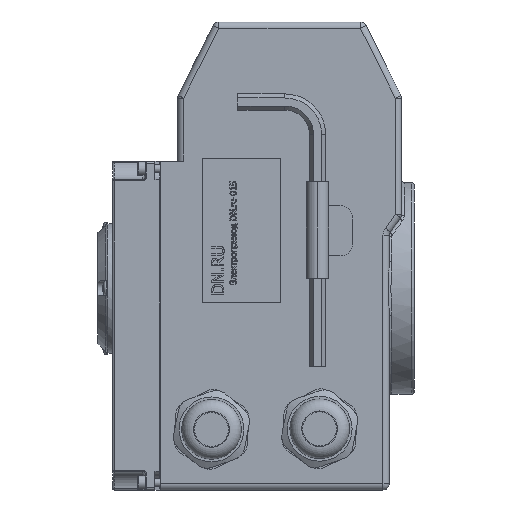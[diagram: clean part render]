
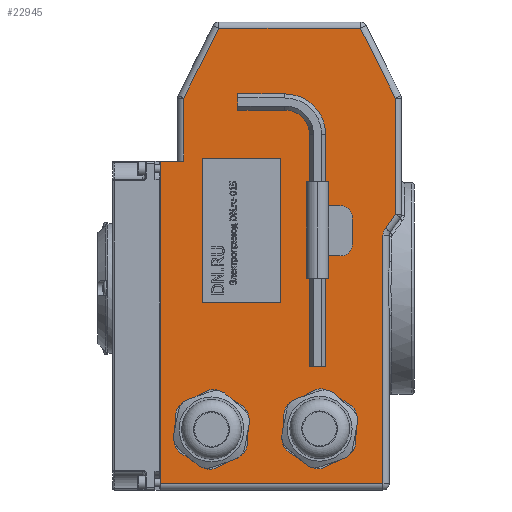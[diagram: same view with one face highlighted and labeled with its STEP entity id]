
A CAD part, left-side view. The second image highlights one B-rep face of the part: STEP entity #22945.
In plain terms, the highlighted planar face has unit normal (-1, 0, 0).
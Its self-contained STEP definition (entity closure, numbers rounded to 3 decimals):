
#346=FACE_BOUND('',#8133,.T.);
#845=PLANE('',#24755);
#2692=LINE('',#36327,#4541);
#2695=LINE('',#36332,#4544);
#2697=LINE('',#36336,#4546);
#2699=LINE('',#36339,#4548);
#2779=LINE('',#37092,#4628);
#2783=LINE('',#37105,#4632);
#3072=LINE('',#38532,#4921);
#3073=LINE('',#38556,#4922);
#3075=LINE('',#38559,#4924);
#3077=LINE('',#38565,#4926);
#3081=LINE('',#38574,#4930);
#3082=LINE('',#38576,#4931);
#3084=LINE('',#38580,#4933);
#3085=LINE('',#38582,#4934);
#4541=VECTOR('',#27177,10.);
#4544=VECTOR('',#27182,10.);
#4546=VECTOR('',#27186,10.);
#4548=VECTOR('',#27190,10.);
#4628=VECTOR('',#27678,10.);
#4632=VECTOR('',#27690,10.);
#4921=VECTOR('',#28687,10.);
#4922=VECTOR('',#28720,10.);
#4924=VECTOR('',#28724,10.);
#4926=VECTOR('',#28732,10.);
#4930=VECTOR('',#28744,10.);
#4931=VECTOR('',#28747,10.);
#4933=VECTOR('',#28753,10.);
#4934=VECTOR('',#28756,10.);
#6822=FACE_OUTER_BOUND('',#8132,.T.);
#8132=EDGE_LOOP('',(#19929,#19930,#19931,#19932,#19933,#19934,#19935,#19936,
#19937,#19938,#19939));
#8133=EDGE_LOOP('',(#19940,#19941,#19942,#19943));
#8823=CIRCLE('',#24434,5.);
#10056=VERTEX_POINT('',#36325);
#10057=VERTEX_POINT('',#36326);
#10058=VERTEX_POINT('',#36331);
#10059=VERTEX_POINT('',#36335);
#10172=VERTEX_POINT('',#37089);
#10173=VERTEX_POINT('',#37091);
#10178=VERTEX_POINT('',#37103);
#10552=VERTEX_POINT('',#38516);
#10553=VERTEX_POINT('',#38520);
#10554=VERTEX_POINT('',#38522);
#10556=VERTEX_POINT('',#38528);
#10557=VERTEX_POINT('',#38534);
#10558=VERTEX_POINT('',#38538);
#10561=VERTEX_POINT('',#38546);
#10563=VERTEX_POINT('',#38552);
#12605=EDGE_CURVE('',#10056,#10057,#2692,.T.);
#12608=EDGE_CURVE('',#10057,#10058,#2695,.T.);
#12610=EDGE_CURVE('',#10058,#10059,#2697,.T.);
#12612=EDGE_CURVE('',#10059,#10056,#2699,.T.);
#12828=EDGE_CURVE('',#10172,#10173,#2779,.T.);
#12835=EDGE_CURVE('',#10178,#10172,#2783,.T.);
#13371=EDGE_CURVE('',#10553,#10554,#8823,.T.);
#13376=EDGE_CURVE('',#10173,#10556,#3072,.T.);
#13388=EDGE_CURVE('',#10558,#10563,#3073,.T.);
#13390=EDGE_CURVE('',#10563,#10561,#3075,.T.);
#13393=EDGE_CURVE('',#10561,#10557,#3077,.T.);
#13398=EDGE_CURVE('',#10556,#10558,#3081,.T.);
#13399=EDGE_CURVE('',#10557,#10553,#3082,.T.);
#13401=EDGE_CURVE('',#10554,#10552,#3084,.T.);
#13402=EDGE_CURVE('',#10552,#10178,#3085,.T.);
#19929=ORIENTED_EDGE('',*,*,#12828,.F.);
#19930=ORIENTED_EDGE('',*,*,#12835,.F.);
#19931=ORIENTED_EDGE('',*,*,#13402,.F.);
#19932=ORIENTED_EDGE('',*,*,#13401,.F.);
#19933=ORIENTED_EDGE('',*,*,#13371,.F.);
#19934=ORIENTED_EDGE('',*,*,#13399,.F.);
#19935=ORIENTED_EDGE('',*,*,#13393,.F.);
#19936=ORIENTED_EDGE('',*,*,#13390,.F.);
#19937=ORIENTED_EDGE('',*,*,#13388,.F.);
#19938=ORIENTED_EDGE('',*,*,#13398,.F.);
#19939=ORIENTED_EDGE('',*,*,#13376,.F.);
#19940=ORIENTED_EDGE('',*,*,#12605,.T.);
#19941=ORIENTED_EDGE('',*,*,#12608,.T.);
#19942=ORIENTED_EDGE('',*,*,#12610,.T.);
#19943=ORIENTED_EDGE('',*,*,#12612,.T.);
#22945=ADVANCED_FACE('',(#6822,#346),#845,.F.);
#24434=AXIS2_PLACEMENT_3D('',#38523,#28673,#28674);
#24755=AXIS2_PLACEMENT_3D('',#40550,#29670,#29671);
#27177=DIRECTION('',(0.,1.,0.));
#27182=DIRECTION('',(0.,0.,1.));
#27186=DIRECTION('',(0.,-1.,0.));
#27190=DIRECTION('',(0.,0.,-1.));
#27678=DIRECTION('',(0.,-1.,0.));
#27690=DIRECTION('',(0.,0.,1.));
#28673=DIRECTION('center_axis',(-1.,0.,0.));
#28674=DIRECTION('ref_axis',(0.,0.952,0.305));
#28687=DIRECTION('',(0.,0.,1.));
#28720=DIRECTION('',(0.,-1.,0.));
#28724=DIRECTION('',(0.,-0.447,-0.894));
#28732=DIRECTION('',(0.,0.,-1.));
#28744=DIRECTION('',(0.,-0.447,0.894));
#28747=DIRECTION('',(0.,0.582,-0.813));
#28753=DIRECTION('',(0.,0.,-1.));
#28756=DIRECTION('',(0.,1.,0.));
#29670=DIRECTION('center_axis',(1.,0.,0.));
#29671=DIRECTION('ref_axis',(0.,0.,-1.));
#36325=CARTESIAN_POINT('',(0.,3.522,-18.847));
#36326=CARTESIAN_POINT('',(0.,34.889,-18.847));
#36327=CARTESIAN_POINT('',(0.,17.444,-18.847));
#36331=CARTESIAN_POINT('',(0.,34.889,39.262));
#36332=CARTESIAN_POINT('',(0.,34.889,19.631));
#36335=CARTESIAN_POINT('',(0.,3.522,39.262));
#36336=CARTESIAN_POINT('',(0.,1.761,39.262));
#36339=CARTESIAN_POINT('',(0.,3.522,-9.423));
#37089=CARTESIAN_POINT('',(0.,52.,38.126));
#37091=CARTESIAN_POINT('',(0.,42.5,38.126));
#37092=CARTESIAN_POINT('',(0.,45.,38.126));
#37103=CARTESIAN_POINT('',(0.,52.,-91.5));
#37105=CARTESIAN_POINT('',(0.,52.,-94.));
#38516=CARTESIAN_POINT('',(0.,-37.5,-91.5));
#38520=CARTESIAN_POINT('',(0.,-38.433,11.115));
#38522=CARTESIAN_POINT('',(0.,-37.5,8.207));
#38523=CARTESIAN_POINT('Origin',(0.,-42.5,8.207));
#38528=CARTESIAN_POINT('',(0.,42.5,63.41));
#38532=CARTESIAN_POINT('',(0.,42.5,8.));
#38534=CARTESIAN_POINT('',(0.,-42.5,16.802));
#38538=CARTESIAN_POINT('',(0.,28.455,91.5));
#38546=CARTESIAN_POINT('',(0.,-42.5,63.41));
#38552=CARTESIAN_POINT('',(0.,-28.455,91.5));
#38556=CARTESIAN_POINT('',(0.,15.,91.5));
#38559=CARTESIAN_POINT('',(0.,-43.564,61.282));
#38565=CARTESIAN_POINT('',(0.,-42.5,32.));
#38574=CARTESIAN_POINT('',(0.,51.064,46.282));
#38576=CARTESIAN_POINT('',(0.,-31.567,1.515));
#38580=CARTESIAN_POINT('',(0.,-37.5,4.504));
#38582=CARTESIAN_POINT('',(0.,-20.,-91.5));
#40550=CARTESIAN_POINT('Origin',(0.,0.,0.));
